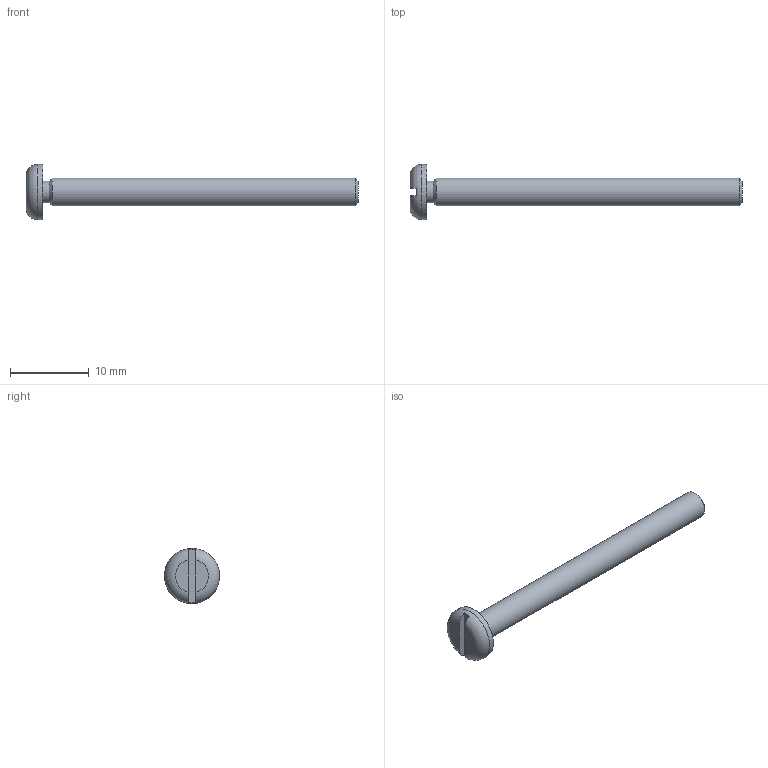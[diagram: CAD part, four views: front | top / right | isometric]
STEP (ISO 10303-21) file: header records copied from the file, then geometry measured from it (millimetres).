
FILE_DESCRIPTION(/* description */ ('Tornillos métricos para maquinaria ISO'),/* implementation_level */ '2;1');
FILE_NAME(/* name */ 'tornillo platinas.stp',/* time_stamp */ '2015-11-28T16:08:46-05:00',/* author */ ('user'),/* organization */ (''),/* preprocessor_version */ 'ST-DEVELOPER v15.6',/* originating_system */ 'Autodesk Inventor 2015',/* authorisation */ '');
FILE_SCHEMA (('AUTOMOTIVE_DESIGN { 1 0 10303 214 3 1 1 }'));
Length unit declared in the file: millimetre
Products named in the file (2): AS 1427 - M3.5 x 40(3); Ensamblaje2
Bounding box: 42.1 x 7 x 7 mm (x, y, z)
Volume: 447.8 mm3; surface area: 558.4 mm2
Topology: 1 solids, 1 shells, 13 faces, 26 edges, 16 vertices
Faces by surface type: plane 7, cone 3, cylinder 2, torus 1
Full cylindrical faces by diameter (mm): 2.764 x1, 3.5 x1
Entity records: 364 total; most frequent: CARTESIAN_POINT 78, DIRECTION 58, ORIENTED_EDGE 38, AXIS2_PLACEMENT_3D 27, EDGE_LOOP 20, EDGE_CURVE 19, VERTEX_POINT 15, FACE_OUTER_BOUND 13
